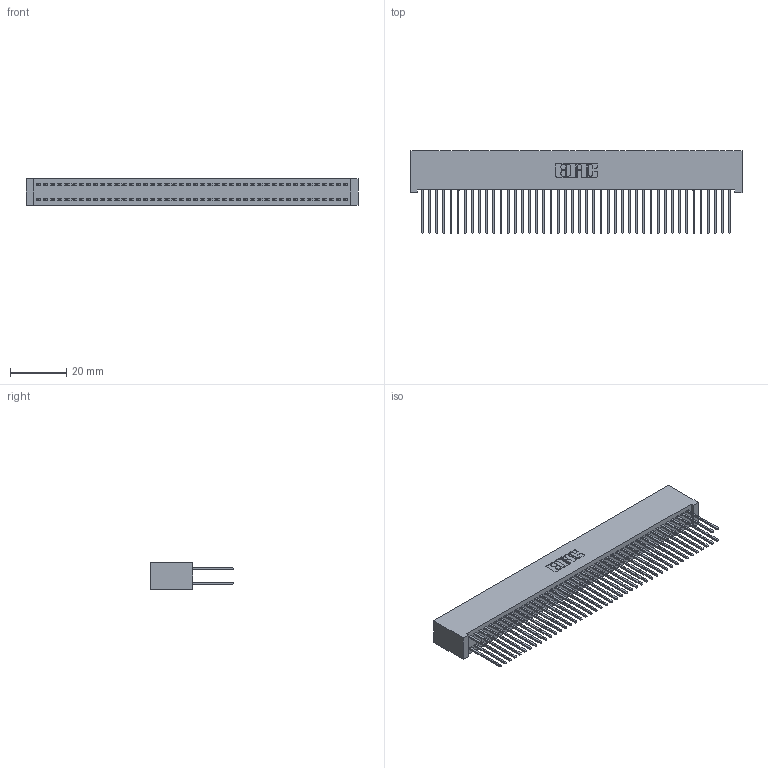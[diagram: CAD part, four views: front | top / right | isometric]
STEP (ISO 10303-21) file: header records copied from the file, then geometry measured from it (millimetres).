
FILE_DESCRIPTION (( 'STEP AP203' ), '1' );
FILE_NAME ('392-088-540-201.STEP', '2018-08-18T06:05:36', ( '' ), ( '' ), 'SwSTEP 2.0', 'SolidWorks 2016', '' );
FILE_SCHEMA (( 'CONFIG_CONTROL_DESIGN' ));
Length unit declared in the file: inch
Products named in the file (3): 342 Part_Lugless; 345-292-001_345-293-140; 392-088-540-201
Assembly tree (89 placements, depth 2):
  392-088-540-201
    342 Part_Lugless
    345-292-001_345-293-140  x88
Bounding box: 118.01 x 29.47 x 9.4 mm (x, y, z)
Volume: 11385.6 mm3; surface area: 20511.5 mm2
Topology: 89 solids, 89 shells, 4678 faces, 13915 edges, 9158 vertices
Faces by surface type: plane 3230, cylinder 1448
Entity records: 27657 total; most frequent: CARTESIAN_POINT 4578, ORIENTED_EDGE 4514, DIRECTION 3901, EDGE_CURVE 2257, LINE 2137, VECTOR 2137, VERTEX_POINT 1502, AXIS2_PLACEMENT_3D 882
